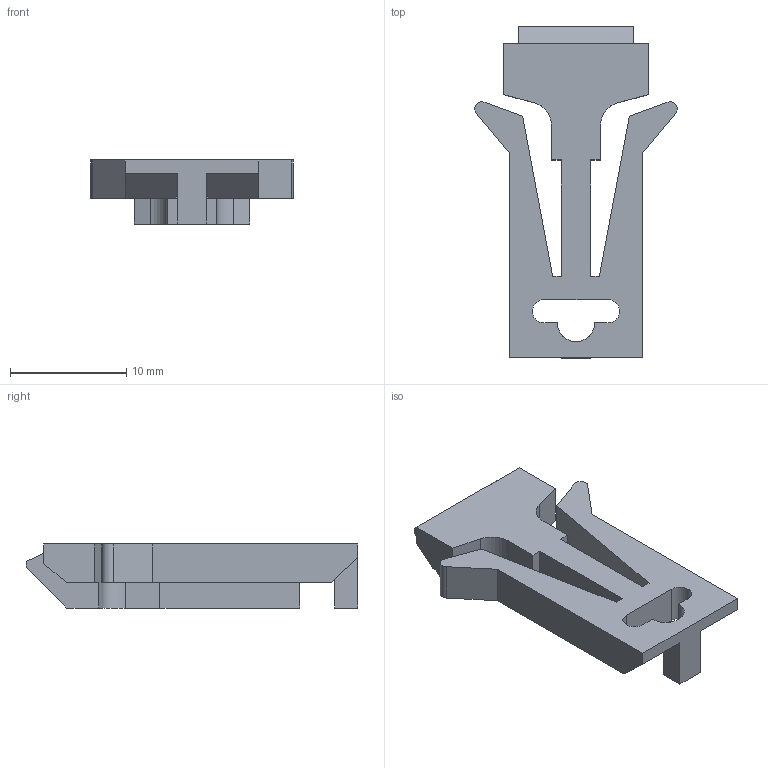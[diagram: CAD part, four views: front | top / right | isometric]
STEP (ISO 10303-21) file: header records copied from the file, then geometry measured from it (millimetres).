
FILE_DESCRIPTION((''),'2;1');
FILE_NAME('ASM0001_ASM','2012-04-02T',('SESA181470'),('Schneider-Electric'),'PRO/ENGINEER BY PARAMETRIC TECHNOLOGY CORPORATION, 2009400','PRO/ENGINEER BY PARAMETRIC TECHNOLOGY CORPORATION, 2009400','');
FILE_SCHEMA(('CONFIG_CONTROL_DESIGN'));
Length unit declared in the file: millimetre
Products named in the file (3): COQUE_38_1_2; CLIP_1_2; ASM0001_ASM
Assembly tree (2 placements, depth 2):
  ASM0001_ASM
    COQUE_38_1_2
    CLIP_1_2
Bounding box: 17.41 x 28.5 x 5.5 mm (x, y, z)
Volume: 1045.7 mm3; surface area: 1226.4 mm2
Topology: 1 solids, 1 shells, 50 faces, 155 edges, 106 vertices
Faces by surface type: plane 43, cylinder 7
Entity records: 10089 total; most frequent: CARTESIAN_POINT 1841, ORIENTED_EDGE 1742, DIRECTION 1585, EDGE_CURVE 871, VECTOR 785, LINE 785, VERTEX_POINT 586, AXIS2_PLACEMENT_3D 400
